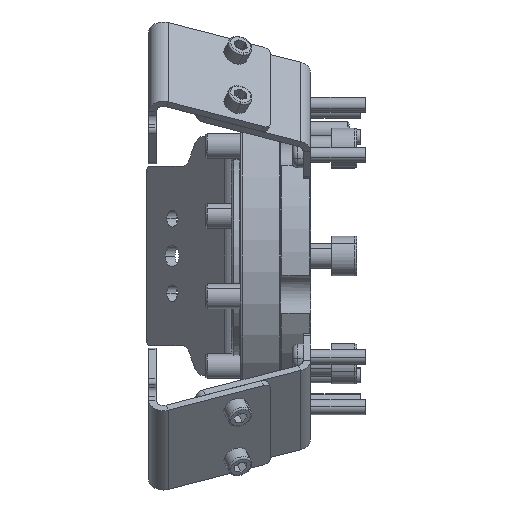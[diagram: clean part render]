
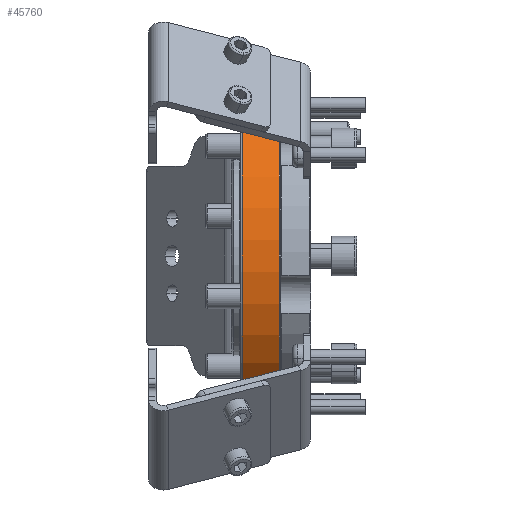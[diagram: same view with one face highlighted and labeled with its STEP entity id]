
A CAD part, front view. The second image highlights one B-rep face of the part: STEP entity #45760.
In plain terms, the highlighted cylindrical face has radius 75 mm (diameter 150 mm), a partial arc.
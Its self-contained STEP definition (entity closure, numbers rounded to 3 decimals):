
#466 = CARTESIAN_POINT ( 'NONE',  ( 1823., 19.411, 1897.556 ) ) ;
#955 = CIRCLE ( 'NONE', #45667, 75. ) ;
#1011 = CARTESIAN_POINT ( 'NONE',  ( 1823., 0., 1970. ) ) ;
#4164 = CARTESIAN_POINT ( 'NONE',  ( 1807.5, 19.411, 1897.556 ) ) ;
#4613 = LINE ( 'NONE', #20135, #31306 ) ;
#4667 = AXIS2_PLACEMENT_3D ( 'NONE', #14853, #48938, #9761 ) ;
#7203 = EDGE_CURVE ( 'NONE', #33519, #18323, #35385, .T. ) ;
#8080 = CARTESIAN_POINT ( 'NONE',  ( 1807.5, 0., 1970. ) ) ;
#9761 = DIRECTION ( 'NONE',  ( 0., 0.259, -0.966 ) ) ;
#10415 = ORIENTED_EDGE ( 'NONE', *, *, #44080, .T. ) ;
#12967 = CYLINDRICAL_SURFACE ( 'NONE', #35201, 75. ) ;
#12987 = DIRECTION ( 'NONE',  ( -1., 0., 0. ) ) ;
#14853 = CARTESIAN_POINT ( 'NONE',  ( 1822.5, 0., 1970. ) ) ;
#16238 = DIRECTION ( 'NONE',  ( -1., 0., 0. ) ) ;
#17914 = ORIENTED_EDGE ( 'NONE', *, *, #38563, .T. ) ;
#18323 = VERTEX_POINT ( 'NONE', #4164 ) ;
#18477 = CIRCLE ( 'NONE', #4667, 75. ) ;
#19646 = CARTESIAN_POINT ( 'NONE',  ( 1807.5, -19.411, 2042.444 ) ) ;
#20135 = CARTESIAN_POINT ( 'NONE',  ( 1823., -19.411, 2042.444 ) ) ;
#20361 = FACE_OUTER_BOUND ( 'NONE', #41984, .T. ) ;
#22185 = VERTEX_POINT ( 'NONE', #25885 ) ;
#25885 = CARTESIAN_POINT ( 'NONE',  ( 1822.5, -19.411, 2042.444 ) ) ;
#27210 = DIRECTION ( 'NONE',  ( 1., 0., 0. ) ) ;
#27444 = DIRECTION ( 'NONE',  ( 0., 0.259, -0.966 ) ) ;
#28513 = DIRECTION ( 'NONE',  ( -1., 0., 0. ) ) ;
#31306 = VECTOR ( 'NONE', #12987, 1000. ) ;
#31524 = ORIENTED_EDGE ( 'NONE', *, *, #7203, .F. ) ;
#33519 = VERTEX_POINT ( 'NONE', #43629 ) ;
#35201 = AXIS2_PLACEMENT_3D ( 'NONE', #1011, #28513, #40238 ) ;
#35385 = LINE ( 'NONE', #466, #48999 ) ;
#36249 = VERTEX_POINT ( 'NONE', #19646 ) ;
#38563 = EDGE_CURVE ( 'NONE', #33519, #22185, #18477, .T. ) ;
#40238 = DIRECTION ( 'NONE',  ( 0., -0.259, 0.966 ) ) ;
#41953 = ORIENTED_EDGE ( 'NONE', *, *, #49120, .T. ) ;
#41984 = EDGE_LOOP ( 'NONE', ( #31524, #17914, #41953, #10415 ) ) ;
#43629 = CARTESIAN_POINT ( 'NONE',  ( 1822.5, 19.411, 1897.556 ) ) ;
#44080 = EDGE_CURVE ( 'NONE', #36249, #18323, #955, .T. ) ;
#45667 = AXIS2_PLACEMENT_3D ( 'NONE', #8080, #27210, #27444 ) ;
#45760 = ADVANCED_FACE ( 'NONE', ( #20361 ), #12967, .T. ) ;
#48938 = DIRECTION ( 'NONE',  ( -1., 0., 0. ) ) ;
#48999 = VECTOR ( 'NONE', #16238, 1000. ) ;
#49120 = EDGE_CURVE ( 'NONE', #22185, #36249, #4613, .T. ) ;
